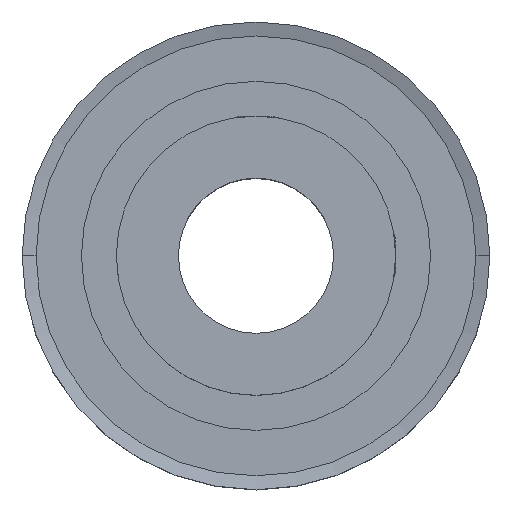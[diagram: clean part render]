
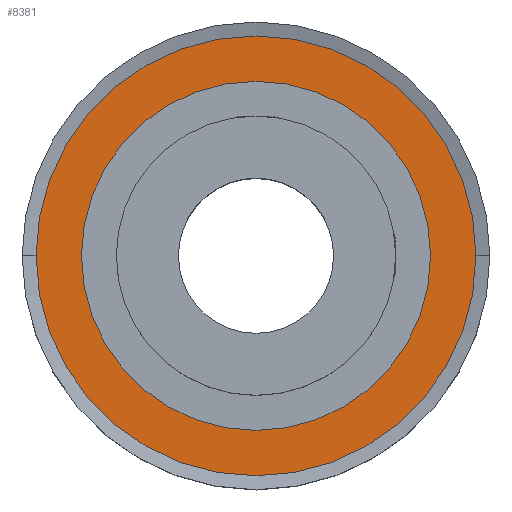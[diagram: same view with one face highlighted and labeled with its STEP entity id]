
A CAD part, top view. The second image highlights one B-rep face of the part: STEP entity #8381.
In plain terms, the highlighted planar face has unit normal (0, 0, 1).
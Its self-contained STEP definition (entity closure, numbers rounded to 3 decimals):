
#135 = CARTESIAN_POINT ( 'NONE',  ( -31.5, 0., 21.1 ) ) ;
#155 = AXIS2_PLACEMENT_3D ( 'NONE', #5343, #1765, #3972 ) ;
#192 = CARTESIAN_POINT ( 'NONE',  ( 31.5, 0., 21.1 ) ) ;
#657 = CIRCLE ( 'NONE', #9261, 31.5 ) ;
#766 = AXIS2_PLACEMENT_3D ( 'NONE', #6448, #5672, #2047 ) ;
#931 = DIRECTION ( 'NONE',  ( 0., 0., 1. ) ) ;
#947 = AXIS2_PLACEMENT_3D ( 'NONE', #8397, #4545, #5419 ) ;
#1120 = DIRECTION ( 'NONE',  ( 1., 0., 0. ) ) ;
#1167 = DIRECTION ( 'NONE',  ( 0., 0., 1. ) ) ;
#1259 = DIRECTION ( 'NONE',  ( 1., 0., 0. ) ) ;
#1388 = AXIS2_PLACEMENT_3D ( 'NONE', #6912, #931, #1120 ) ;
#1765 = DIRECTION ( 'NONE',  ( 0., 0., 1. ) ) ;
#1920 = VERTEX_POINT ( 'NONE', #135 ) ;
#1944 = EDGE_CURVE ( 'NONE', #2166, #6644, #2759, .T. ) ;
#2047 = DIRECTION ( 'NONE',  ( 1., 0., 0. ) ) ;
#2102 = FACE_OUTER_BOUND ( 'NONE', #9217, .T. ) ;
#2166 = VERTEX_POINT ( 'NONE', #7197 ) ;
#2727 = FACE_BOUND ( 'NONE', #7394, .T. ) ;
#2759 = CIRCLE ( 'NONE', #155, 25. ) ;
#3972 = DIRECTION ( 'NONE',  ( 1., 0., 0. ) ) ;
#4545 = DIRECTION ( 'NONE',  ( 0., 0., 1. ) ) ;
#4571 = EDGE_CURVE ( 'NONE', #1920, #9468, #657, .T. ) ;
#4609 = ORIENTED_EDGE ( 'NONE', *, *, #1944, .F. ) ;
#5167 = CARTESIAN_POINT ( 'NONE',  ( 25., 0., 21.1 ) ) ;
#5343 = CARTESIAN_POINT ( 'NONE',  ( 0., 0., 21.1 ) ) ;
#5419 = DIRECTION ( 'NONE',  ( 1., 0., 0. ) ) ;
#5544 = ORIENTED_EDGE ( 'NONE', *, *, #4571, .T. ) ;
#5555 = CIRCLE ( 'NONE', #1388, 31.5 ) ;
#5672 = DIRECTION ( 'NONE',  ( 0., 0., 1. ) ) ;
#6448 = CARTESIAN_POINT ( 'NONE',  ( 0., 0., 21.1 ) ) ;
#6644 = VERTEX_POINT ( 'NONE', #5167 ) ;
#6910 = ORIENTED_EDGE ( 'NONE', *, *, #7362, .F. ) ;
#6912 = CARTESIAN_POINT ( 'NONE',  ( 0., 0., 21.1 ) ) ;
#7011 = ORIENTED_EDGE ( 'NONE', *, *, #8589, .T. ) ;
#7197 = CARTESIAN_POINT ( 'NONE',  ( -25., 0., 21.1 ) ) ;
#7362 = EDGE_CURVE ( 'NONE', #6644, #2166, #9099, .T. ) ;
#7394 = EDGE_LOOP ( 'NONE', ( #6910, #4609 ) ) ;
#8381 = ADVANCED_FACE ( 'NONE', ( #2102, #2727 ), #8756, .T. ) ;
#8397 = CARTESIAN_POINT ( 'NONE',  ( 0., 0., 21.1 ) ) ;
#8589 = EDGE_CURVE ( 'NONE', #9468, #1920, #5555, .T. ) ;
#8590 = CARTESIAN_POINT ( 'NONE',  ( 0., 0., 21.1 ) ) ;
#8756 = PLANE ( 'NONE',  #766 ) ;
#9099 = CIRCLE ( 'NONE', #947, 25. ) ;
#9217 = EDGE_LOOP ( 'NONE', ( #7011, #5544 ) ) ;
#9261 = AXIS2_PLACEMENT_3D ( 'NONE', #8590, #1167, #1259 ) ;
#9468 = VERTEX_POINT ( 'NONE', #192 ) ;
